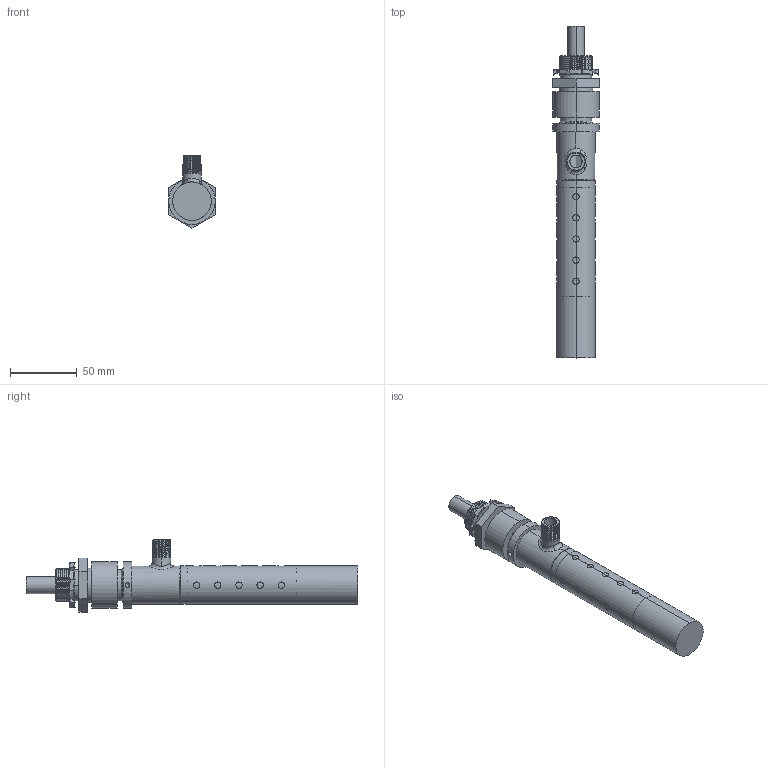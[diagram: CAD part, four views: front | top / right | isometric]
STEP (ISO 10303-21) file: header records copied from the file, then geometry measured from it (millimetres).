
FILE_DESCRIPTION (( 'STEP AP203' ), '1' );
FILE_NAME ('EC15C.STEP', '2017-11-09T11:22:41', ( '' ), ( '' ), 'SwSTEP 2.0', 'SolidWorks 2017', '' );
FILE_SCHEMA (( 'CONFIG_CONTROL_DESIGN' ));
Length unit declared in the file: millimetre
Products named in the file (6): Part_1; EC15C; Panel Cooler Nema 1229; Panel Cooler Nema 1228; Panel Cooler Nema 121; Panel Cooler Nema 1227
Assembly tree (5 placements, depth 2):
  EC15C
    Panel Cooler Nema 121
    Panel Cooler Nema 1227
    Panel Cooler Nema 1228
    Panel Cooler Nema 1229
    Part_1
Bounding box: 35.05 x 249.3 x 54.2 mm (x, y, z)
Volume: 185345.4 mm3; surface area: 49710 mm2
Topology: 4 solids, 5 shells, 321 faces, 904 edges, 580 vertices
Faces by surface type: bspline 108, cylinder 107, plane 59, cone 47
Entity records: 22287 total; most frequent: CARTESIAN_POINT 14445, ORIENTED_EDGE 1792, DIRECTION 1025, EDGE_CURVE 898, VERTEX_POINT 580, B_SPLINE_CURVE_WITH_KNOTS 423, EDGE_LOOP 359, LINE 343
